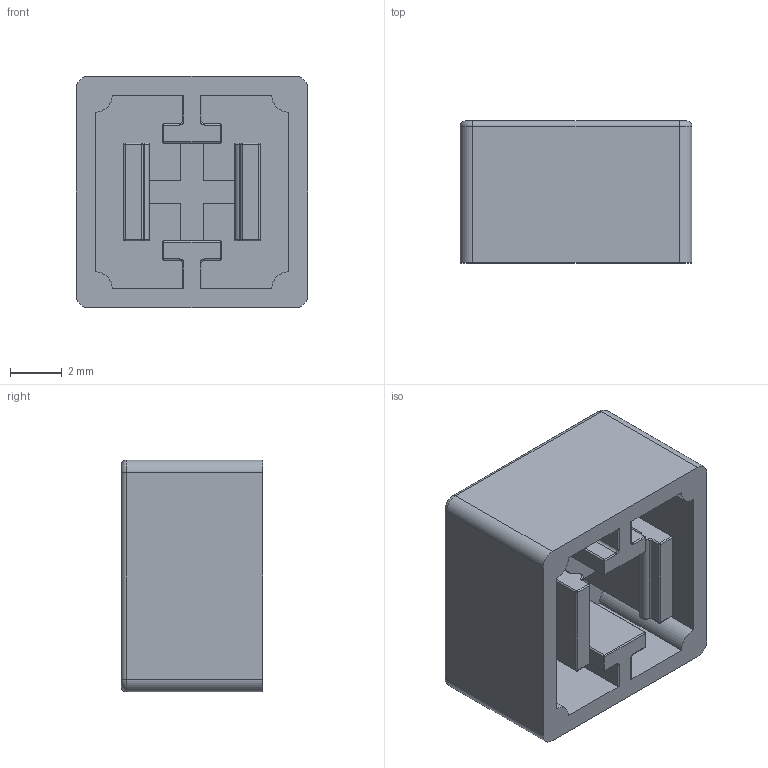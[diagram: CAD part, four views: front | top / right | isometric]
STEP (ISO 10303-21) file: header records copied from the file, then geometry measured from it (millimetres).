
FILE_DESCRIPTION((''),'2;1');
FILE_NAME('KEYCAP','2025-06-22T10:53:16',('junai'),(''),'CREO PARAMETRIC BY PTC INC, 2022164','CREO PARAMETRIC BY PTC INC, 2022164','');
FILE_SCHEMA(('CONFIG_CONTROL_DESIGN'));
Length unit declared in the file: millimetre
Products named in the file (1): KEYCAP
Bounding box: 9 x 5.5 x 9 mm (x, y, z)
Volume: 256.5 mm3; surface area: 637.6 mm2
Topology: 1 solids, 1 shells, 149 faces, 358 edges, 212 vertices
Faces by surface type: cylinder 64, plane 49, torus 20, sphere 16
Entity records: 4326 total; most frequent: DIRECTION 812, CARTESIAN_POINT 719, ORIENTED_EDGE 716, EDGE_CURVE 358, AXIS2_PLACEMENT_3D 305, VERTEX_POINT 212, VECTOR 202, LINE 202
